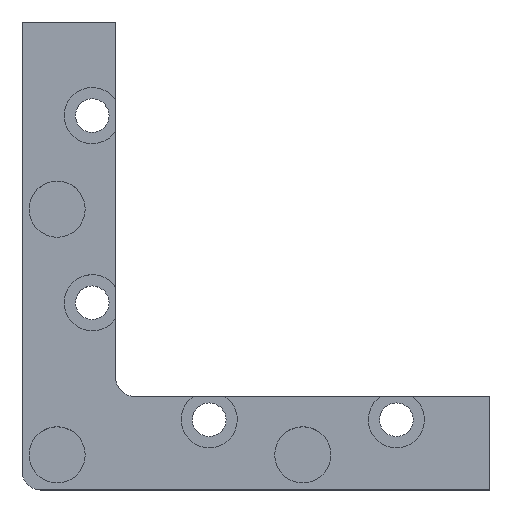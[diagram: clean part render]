
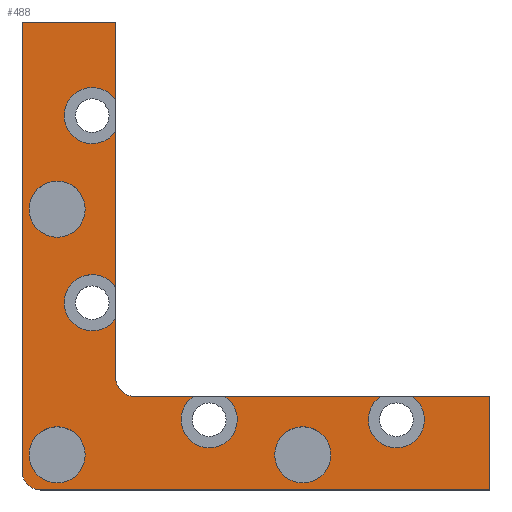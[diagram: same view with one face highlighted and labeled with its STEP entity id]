
A CAD part, top view. The second image highlights one B-rep face of the part: STEP entity #488.
In plain terms, the highlighted planar face has unit normal (0, 0, 1).
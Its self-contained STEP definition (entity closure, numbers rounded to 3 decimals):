
#32=FACE_BOUND('',#74,.T.);
#33=FACE_BOUND('',#75,.T.);
#34=FACE_BOUND('',#76,.T.);
#41=FACE_OUTER_BOUND('',#73,.T.);
#73=EDGE_LOOP('',(#357,#358,#359,#360,#361,#362,#363,#364,#365,#366,#367,
#368,#369,#370,#371,#372));
#74=EDGE_LOOP('',(#373));
#75=EDGE_LOOP('',(#374));
#76=EDGE_LOOP('',(#375));
#112=CIRCLE('',#537,2.);
#113=CIRCLE('',#538,3.);
#114=CIRCLE('',#539,3.);
#115=CIRCLE('',#540,2.);
#116=CIRCLE('',#541,3.);
#117=CIRCLE('',#542,3.);
#118=CIRCLE('',#543,3.);
#119=CIRCLE('',#544,3.);
#120=CIRCLE('',#545,3.);
#139=LINE('',#765,#182);
#143=LINE('',#773,#186);
#147=LINE('',#781,#190);
#149=LINE('',#785,#192);
#150=LINE('',#787,#193);
#151=LINE('',#791,#194);
#152=LINE('',#793,#195);
#153=LINE('',#795,#196);
#154=LINE('',#799,#197);
#155=LINE('',#803,#198);
#182=VECTOR('',#607,10.);
#186=VECTOR('',#611,10.);
#190=VECTOR('',#615,10.);
#192=VECTOR('',#619,10.);
#193=VECTOR('',#620,10.);
#194=VECTOR('',#623,10.);
#195=VECTOR('',#624,10.);
#196=VECTOR('',#625,10.);
#197=VECTOR('',#628,10.);
#198=VECTOR('',#631,10.);
#230=VERTEX_POINT('',#762);
#231=VERTEX_POINT('',#764);
#234=VERTEX_POINT('',#770);
#235=VERTEX_POINT('',#772);
#238=VERTEX_POINT('',#778);
#239=VERTEX_POINT('',#780);
#240=VERTEX_POINT('',#784);
#241=VERTEX_POINT('',#786);
#242=VERTEX_POINT('',#788);
#243=VERTEX_POINT('',#790);
#244=VERTEX_POINT('',#792);
#245=VERTEX_POINT('',#794);
#246=VERTEX_POINT('',#796);
#247=VERTEX_POINT('',#798);
#248=VERTEX_POINT('',#800);
#249=VERTEX_POINT('',#802);
#250=VERTEX_POINT('',#807);
#251=VERTEX_POINT('',#809);
#252=VERTEX_POINT('',#811);
#277=EDGE_CURVE('',#231,#230,#139,.T.);
#281=EDGE_CURVE('',#235,#234,#143,.T.);
#285=EDGE_CURVE('',#239,#238,#147,.T.);
#287=EDGE_CURVE('',#230,#240,#149,.T.);
#288=EDGE_CURVE('',#240,#241,#150,.T.);
#289=EDGE_CURVE('',#242,#241,#112,.T.);
#290=EDGE_CURVE('',#242,#243,#151,.T.);
#291=EDGE_CURVE('',#243,#244,#152,.T.);
#292=EDGE_CURVE('',#244,#245,#153,.T.);
#293=EDGE_CURVE('',#245,#246,#113,.T.);
#294=EDGE_CURVE('',#246,#247,#154,.T.);
#295=EDGE_CURVE('',#247,#248,#114,.T.);
#296=EDGE_CURVE('',#248,#249,#155,.T.);
#297=EDGE_CURVE('',#239,#249,#115,.T.);
#298=EDGE_CURVE('',#238,#235,#116,.T.);
#299=EDGE_CURVE('',#234,#231,#117,.T.);
#300=EDGE_CURVE('',#250,#250,#118,.T.);
#301=EDGE_CURVE('',#251,#251,#119,.T.);
#302=EDGE_CURVE('',#252,#252,#120,.T.);
#357=ORIENTED_EDGE('',*,*,#277,.T.);
#358=ORIENTED_EDGE('',*,*,#287,.T.);
#359=ORIENTED_EDGE('',*,*,#288,.T.);
#360=ORIENTED_EDGE('',*,*,#289,.F.);
#361=ORIENTED_EDGE('',*,*,#290,.T.);
#362=ORIENTED_EDGE('',*,*,#291,.T.);
#363=ORIENTED_EDGE('',*,*,#292,.T.);
#364=ORIENTED_EDGE('',*,*,#293,.T.);
#365=ORIENTED_EDGE('',*,*,#294,.T.);
#366=ORIENTED_EDGE('',*,*,#295,.T.);
#367=ORIENTED_EDGE('',*,*,#296,.T.);
#368=ORIENTED_EDGE('',*,*,#297,.F.);
#369=ORIENTED_EDGE('',*,*,#285,.T.);
#370=ORIENTED_EDGE('',*,*,#298,.T.);
#371=ORIENTED_EDGE('',*,*,#281,.T.);
#372=ORIENTED_EDGE('',*,*,#299,.T.);
#373=ORIENTED_EDGE('',*,*,#300,.T.);
#374=ORIENTED_EDGE('',*,*,#301,.T.);
#375=ORIENTED_EDGE('',*,*,#302,.T.);
#473=PLANE('',#536);
#488=ADVANCED_FACE('',(#41,#32,#33,#34),#473,.T.);
#536=AXIS2_PLACEMENT_3D('',#783,#617,#618);
#537=AXIS2_PLACEMENT_3D('',#789,#621,#622);
#538=AXIS2_PLACEMENT_3D('',#797,#626,#627);
#539=AXIS2_PLACEMENT_3D('',#801,#629,#630);
#540=AXIS2_PLACEMENT_3D('',#804,#632,#633);
#541=AXIS2_PLACEMENT_3D('',#805,#634,#635);
#542=AXIS2_PLACEMENT_3D('',#806,#636,#637);
#543=AXIS2_PLACEMENT_3D('',#808,#638,#639);
#544=AXIS2_PLACEMENT_3D('',#810,#640,#641);
#545=AXIS2_PLACEMENT_3D('',#812,#642,#643);
#607=DIRECTION('',(0.,1.,0.));
#611=DIRECTION('',(0.,1.,0.));
#615=DIRECTION('',(0.,1.,0.));
#617=DIRECTION('center_axis',(0.,0.,1.));
#618=DIRECTION('ref_axis',(1.,0.,0.));
#619=DIRECTION('',(-1.,0.,0.));
#620=DIRECTION('',(0.,-1.,0.));
#621=DIRECTION('center_axis',(0.,0.,-1.));
#622=DIRECTION('ref_axis',(-0.707,-0.707,0.));
#623=DIRECTION('',(1.,0.,0.));
#624=DIRECTION('',(0.,1.,0.));
#625=DIRECTION('',(-1.,0.,0.));
#626=DIRECTION('center_axis',(0.,0.,-1.));
#627=DIRECTION('ref_axis',(1.,0.,0.));
#628=DIRECTION('',(-1.,0.,0.));
#629=DIRECTION('center_axis',(0.,0.,-1.));
#630=DIRECTION('ref_axis',(1.,0.,0.));
#631=DIRECTION('',(-1.,0.,0.));
#632=DIRECTION('center_axis',(0.,0.,1.));
#633=DIRECTION('ref_axis',(-0.707,-0.707,0.));
#634=DIRECTION('center_axis',(0.,0.,-1.));
#635=DIRECTION('ref_axis',(1.,0.,0.));
#636=DIRECTION('center_axis',(0.,0.,-1.));
#637=DIRECTION('ref_axis',(1.,0.,0.));
#638=DIRECTION('center_axis',(0.,0.,-1.));
#639=DIRECTION('ref_axis',(1.,0.,0.));
#640=DIRECTION('center_axis',(0.,0.,-1.));
#641=DIRECTION('ref_axis',(1.,0.,0.));
#642=DIRECTION('center_axis',(0.,0.,-1.));
#643=DIRECTION('ref_axis',(1.,0.,0.));
#762=CARTESIAN_POINT('',(10.,50.,5.));
#764=CARTESIAN_POINT('',(10.,41.658,5.));
#765=CARTESIAN_POINT('',(10.,50.,5.));
#770=CARTESIAN_POINT('',(10.,38.342,5.));
#772=CARTESIAN_POINT('',(10.,21.658,5.));
#773=CARTESIAN_POINT('',(10.,50.,5.));
#778=CARTESIAN_POINT('',(10.,18.342,5.));
#780=CARTESIAN_POINT('',(10.,12.,5.));
#781=CARTESIAN_POINT('',(10.,50.,5.));
#783=CARTESIAN_POINT('Origin',(30.,30.,5.));
#784=CARTESIAN_POINT('',(0.,50.,5.));
#785=CARTESIAN_POINT('',(15.,50.,5.));
#786=CARTESIAN_POINT('',(0.,2.,5.));
#787=CARTESIAN_POINT('',(0.,50.,5.));
#788=CARTESIAN_POINT('',(2.,0.,5.));
#789=CARTESIAN_POINT('Origin',(2.,2.,5.));
#790=CARTESIAN_POINT('',(50.,0.,5.));
#791=CARTESIAN_POINT('',(0.,0.,5.));
#792=CARTESIAN_POINT('',(50.,10.,5.));
#793=CARTESIAN_POINT('',(50.,20.,5.));
#794=CARTESIAN_POINT('',(41.658,10.,5.));
#795=CARTESIAN_POINT('',(10.,10.,5.));
#796=CARTESIAN_POINT('',(38.342,10.,5.));
#797=CARTESIAN_POINT('Origin',(40.,7.5,5.));
#798=CARTESIAN_POINT('',(21.658,10.,5.));
#799=CARTESIAN_POINT('',(10.,10.,5.));
#800=CARTESIAN_POINT('',(18.342,10.,5.));
#801=CARTESIAN_POINT('Origin',(20.,7.5,5.));
#802=CARTESIAN_POINT('',(12.,10.,5.));
#803=CARTESIAN_POINT('',(10.,10.,5.));
#804=CARTESIAN_POINT('Origin',(12.,12.,5.));
#805=CARTESIAN_POINT('Origin',(7.5,20.,5.));
#806=CARTESIAN_POINT('Origin',(7.5,40.,5.));
#807=CARTESIAN_POINT('',(0.75,30.,5.));
#808=CARTESIAN_POINT('Origin',(3.75,30.,5.));
#809=CARTESIAN_POINT('',(27.,3.75,5.));
#810=CARTESIAN_POINT('Origin',(30.,3.75,5.));
#811=CARTESIAN_POINT('',(0.75,3.75,5.));
#812=CARTESIAN_POINT('Origin',(3.75,3.75,5.));
